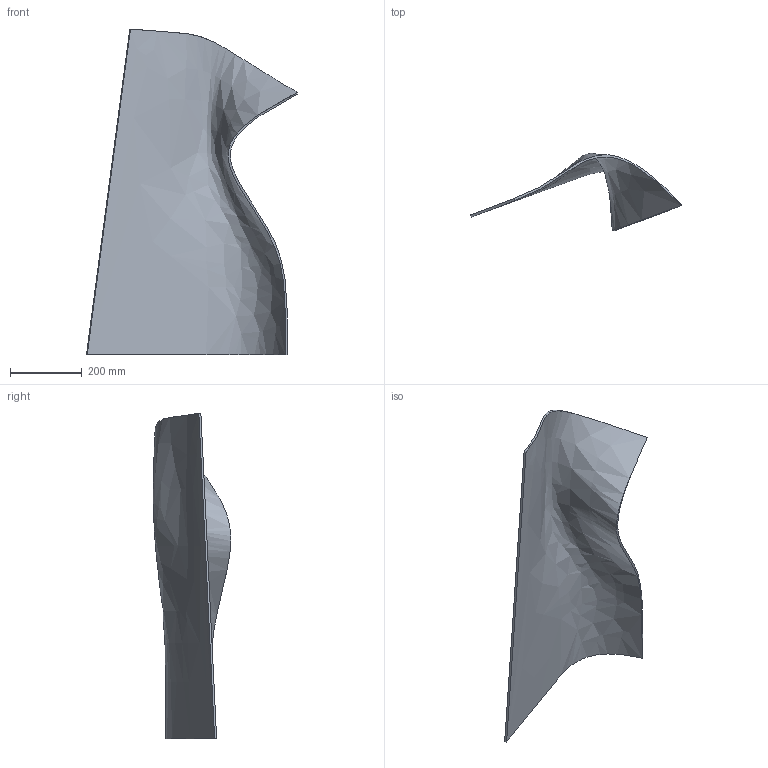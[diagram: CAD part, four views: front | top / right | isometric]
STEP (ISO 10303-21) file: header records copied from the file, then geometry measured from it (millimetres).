
FILE_DESCRIPTION(/* description */ (''),/* implementation_level */ '2;1');
FILE_NAME(/* name */ 'GWEILO - M.stp',/* time_stamp */ '2017-06-06T14:03:37-04:00',/* author */ (''),/* organization */ (''),/* preprocessor_version */ 'ST-DEVELOPER v16.13',/* originating_system */ 'Autodesk Translation Framework v6.1.1.50',/* authorisation */ '');
FILE_SCHEMA (('AUTOMOTIVE_DESIGN { 1 0 10303 214 3 1 1 }'));
Length unit declared in the file: inch
Products named in the file (1): FusionComponent
Bounding box: 586.89 x 215.62 x 905.4 mm (x, y, z)
Volume: 2956428.8 mm3; surface area: 1003217.4 mm2
Topology: 1 solids, 1 shells, 6 faces, 12 edges, 8 vertices
Faces by surface type: bspline 5, plane 1
Entity records: 1196 total; most frequent: CARTESIAN_POINT 1072, ORIENTED_EDGE 24, EDGE_CURVE 12, DIRECTION 9, VERTEX_POINT 8, B_SPLINE_CURVE_WITH_KNOTS 7, FACE_OUTER_BOUND 6, EDGE_LOOP 6
